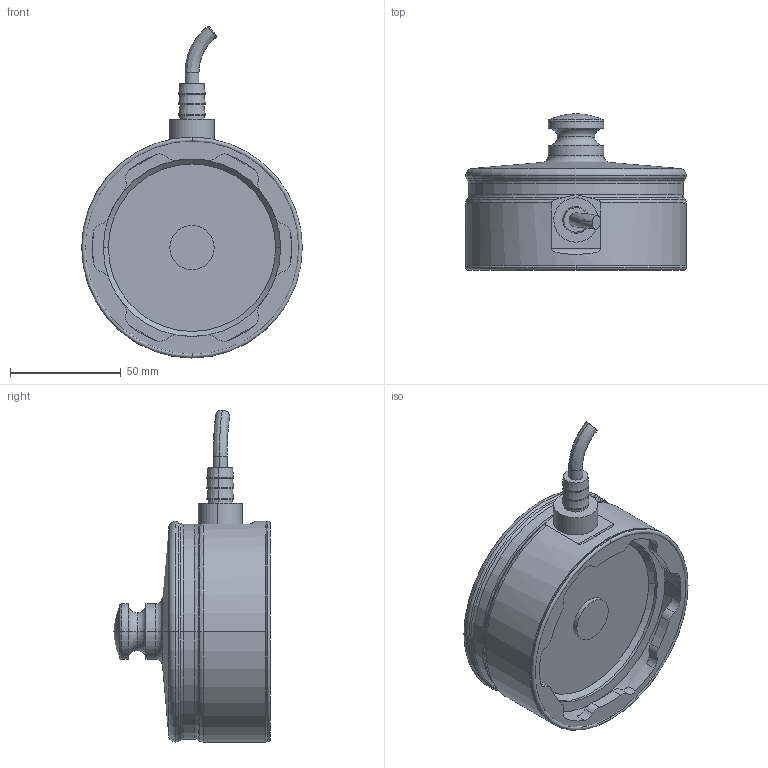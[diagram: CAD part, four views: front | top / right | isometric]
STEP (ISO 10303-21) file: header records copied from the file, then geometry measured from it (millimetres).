
FILE_DESCRIPTION (( 'STEP AP214' ), '1' );
FILE_NAME ('DLC Load cell ass.step', '2020-01-22T15:12:04', ( '' ), ( '' ), 'SwSTEP 2.0', 'SolidWorks 2019', '' );
FILE_SCHEMA (( 'AUTOMOTIVE_DESIGN' ));
Length unit declared in the file: millimetre
Products named in the file (5): DLC Load cell ass; Membran CL; El Tilgang; O-Ring ø95; DLC Load cell
Assembly tree (4 placements, depth 2):
  DLC Load cell ass
    DLC Load cell
    El Tilgang
    Membran CL
    O-Ring ø95
Bounding box: 99.5 x 70.5 x 149.71 mm (x, y, z)
Volume: 171351.7 mm3; surface area: 58485.8 mm2
Topology: 4 solids, 4 shells, 154 faces, 352 edges, 216 vertices
Faces by surface type: cylinder 81, torus 30, plane 26, cone 15, bspline 2
Entity records: 4870 total; most frequent: CARTESIAN_POINT 979, DIRECTION 893, ORIENTED_EDGE 700, AXIS2_PLACEMENT_3D 395, EDGE_CURVE 350, CIRCLE 236, VERTEX_POINT 216, EDGE_LOOP 172
